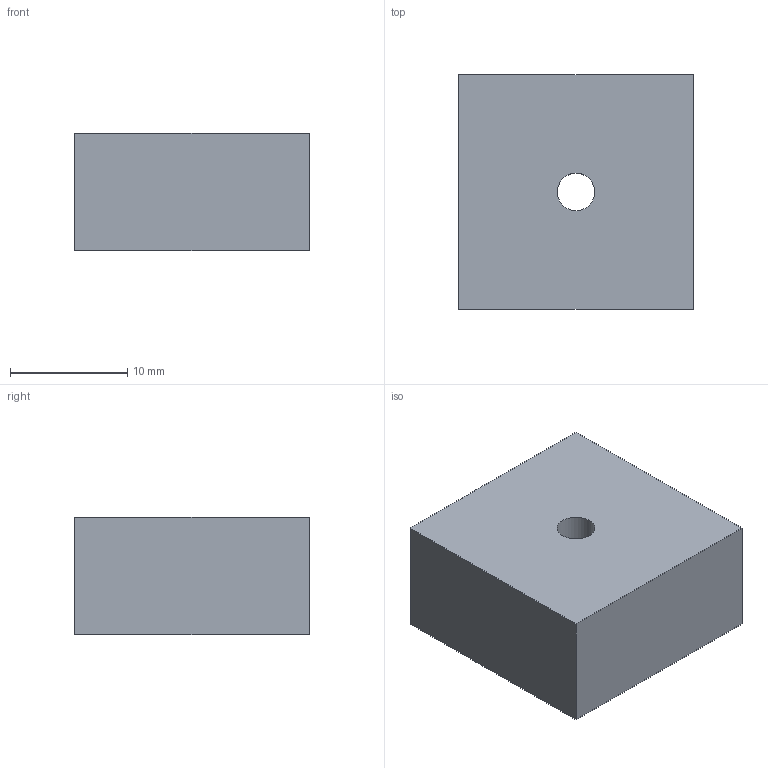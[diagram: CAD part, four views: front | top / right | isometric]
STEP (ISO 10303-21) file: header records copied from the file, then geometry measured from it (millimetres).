
FILE_DESCRIPTION(('FreeCAD Model'),'2;1');
FILE_NAME('Open CASCADE Shape Model','2025-01-13T17:29:39',(''),(''), 'Open CASCADE STEP processor 7.8','FreeCAD','Unknown');
FILE_SCHEMA(('AUTOMOTIVE_DESIGN { 1 0 10303 214 1 1 1 1 }'));
Length unit declared in the file: millimetre
Products named in the file (1): Body
Bounding box: 20 x 20 x 10 mm (x, y, z)
Volume: 3825.5 mm3; surface area: 1722.1 mm2
Topology: 1 solids, 1 shells, 14 faces, 33 edges, 21 vertices
Faces by surface type: plane 12, cylinder 2
Full cylindrical faces by diameter (mm): 3.2 x1, 7 x1
Entity records: 862 total; most frequent: CARTESIAN_POINT 148, DIRECTION 135, LINE 80, VECTOR 80, ORIENTED_EDGE 66, PCURVE 66, DEFINITIONAL_REPRESENTATION 66, EDGE_CURVE 33
